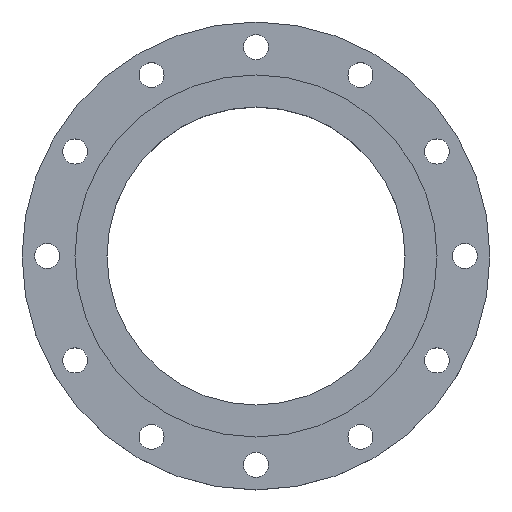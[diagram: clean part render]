
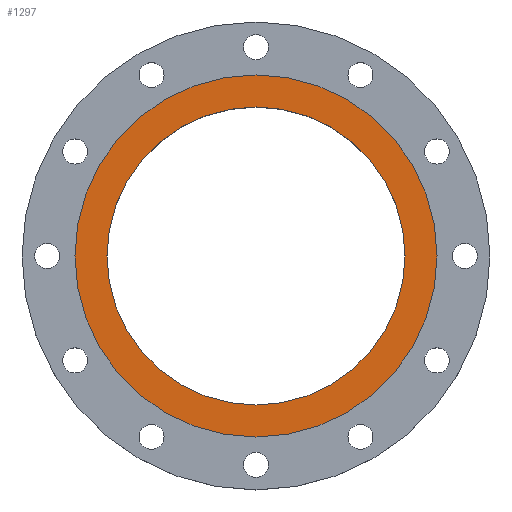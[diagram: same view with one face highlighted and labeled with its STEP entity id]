
A CAD part, top view. The second image highlights one B-rep face of the part: STEP entity #1297.
In plain terms, the highlighted planar face has unit normal (0, 0, 1).
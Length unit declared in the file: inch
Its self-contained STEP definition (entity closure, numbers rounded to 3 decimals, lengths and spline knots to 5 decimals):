
#1 = CARTESIAN_POINT ( 'NONE',  ( 0., 0., 0. ) ) ;
#33 = DIRECTION ( 'NONE',  ( 0., 0., 1. ) ) ;
#68 = AXIS2_PLACEMENT_3D ( 'NONE', #921, #376, #690 ) ;
#69 = CIRCLE ( 'NONE', #505, 6.688 ) ;
#107 = CIRCLE ( 'NONE', #880, 8.125 ) ;
#115 = EDGE_CURVE ( 'NONE', #1163, #1217, #1172, .T. ) ;
#161 = CIRCLE ( 'NONE', #720, 6.688 ) ;
#207 = EDGE_CURVE ( 'NONE', #355, #1374, #69, .T. ) ;
#235 = ORIENTED_EDGE ( 'NONE', *, *, #207, .F. ) ;
#295 = DIRECTION ( 'NONE',  ( 0., 0., 1. ) ) ;
#326 = ORIENTED_EDGE ( 'NONE', *, *, #572, .F. ) ;
#353 = ORIENTED_EDGE ( 'NONE', *, *, #115, .T. ) ;
#355 = VERTEX_POINT ( 'NONE', #959 ) ;
#376 = DIRECTION ( 'NONE',  ( 0., 0., -1. ) ) ;
#402 = DIRECTION ( 'NONE',  ( 1., 0., 0. ) ) ;
#413 = DIRECTION ( 'NONE',  ( 0., 0., 1. ) ) ;
#505 = AXIS2_PLACEMENT_3D ( 'NONE', #1, #33, #1369 ) ;
#527 = CARTESIAN_POINT ( 'NONE',  ( 0., 0., 0. ) ) ;
#556 = EDGE_CURVE ( 'NONE', #1217, #1163, #107, .T. ) ;
#569 = DIRECTION ( 'NONE',  ( 0., 0., 1. ) ) ;
#572 = EDGE_CURVE ( 'NONE', #1374, #355, #161, .T. ) ;
#600 = EDGE_LOOP ( 'NONE', ( #353, #832 ) ) ;
#690 = DIRECTION ( 'NONE',  ( -1., 0., 0. ) ) ;
#720 = AXIS2_PLACEMENT_3D ( 'NONE', #527, #295, #1294 ) ;
#829 = EDGE_LOOP ( 'NONE', ( #326, #235 ) ) ;
#832 = ORIENTED_EDGE ( 'NONE', *, *, #556, .T. ) ;
#880 = AXIS2_PLACEMENT_3D ( 'NONE', #1351, #569, #402 ) ;
#889 = DIRECTION ( 'NONE',  ( 1., 0., 0. ) ) ;
#921 = CARTESIAN_POINT ( 'NONE',  ( 0., 6.688, 0. ) ) ;
#930 = FACE_OUTER_BOUND ( 'NONE', #600, .T. ) ;
#938 = CARTESIAN_POINT ( 'NONE',  ( 6.688, 0., 0. ) ) ;
#959 = CARTESIAN_POINT ( 'NONE',  ( -6.688, 0., 0. ) ) ;
#978 = AXIS2_PLACEMENT_3D ( 'NONE', #1001, #413, #889 ) ;
#1001 = CARTESIAN_POINT ( 'NONE',  ( 0., 0., 0. ) ) ;
#1032 = PLANE ( 'NONE',  #68 ) ;
#1037 = CARTESIAN_POINT ( 'NONE',  ( -8.125, 0., 0. ) ) ;
#1051 = FACE_BOUND ( 'NONE', #829, .T. ) ;
#1163 = VERTEX_POINT ( 'NONE', #1335 ) ;
#1172 = CIRCLE ( 'NONE', #978, 8.125 ) ;
#1217 = VERTEX_POINT ( 'NONE', #1037 ) ;
#1294 = DIRECTION ( 'NONE',  ( 1., 0., 0. ) ) ;
#1297 = ADVANCED_FACE ( 'NONE', ( #1051, #930 ), #1032, .F. ) ;
#1335 = CARTESIAN_POINT ( 'NONE',  ( 8.125, 0., 0. ) ) ;
#1351 = CARTESIAN_POINT ( 'NONE',  ( 0., 0., 0. ) ) ;
#1369 = DIRECTION ( 'NONE',  ( 1., 0., 0. ) ) ;
#1374 = VERTEX_POINT ( 'NONE', #938 ) ;
